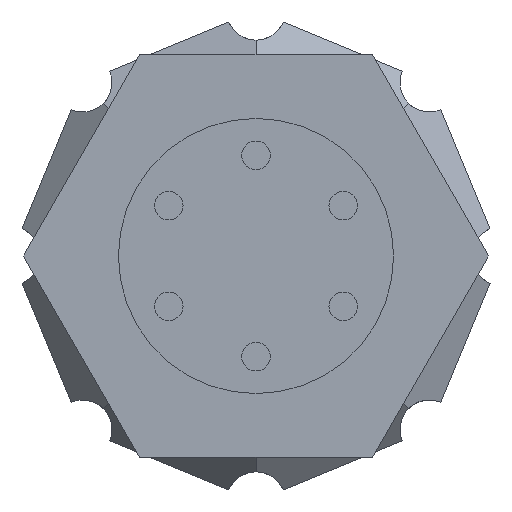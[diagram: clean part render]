
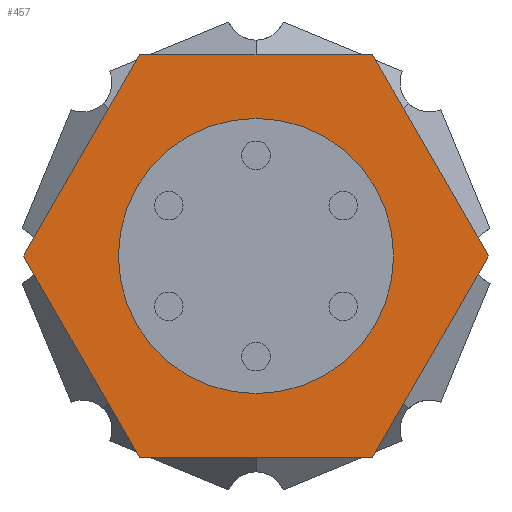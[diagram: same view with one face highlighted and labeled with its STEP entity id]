
A CAD part, front view. The second image highlights one B-rep face of the part: STEP entity #457.
In plain terms, the highlighted planar face has unit normal (0, -1, 0).
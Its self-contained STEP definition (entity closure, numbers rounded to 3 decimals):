
#14 = EDGE_CURVE ( 'NONE', #381, #350, #3864, .T. ) ;
#38 = CIRCLE ( 'NONE', #2662, 8.2 ) ;
#67 = CARTESIAN_POINT ( 'NONE',  ( -6.928, -12., -12. ) ) ;
#80 = ORIENTED_EDGE ( 'NONE', *, *, #3934, .T. ) ;
#105 = ORIENTED_EDGE ( 'NONE', *, *, #1188, .F. ) ;
#131 = DIRECTION ( 'NONE',  ( 0., -1., 0. ) ) ;
#154 = CARTESIAN_POINT ( 'NONE',  ( 6.928, -12., 12. ) ) ;
#281 = CARTESIAN_POINT ( 'NONE',  ( -6.928, -12., 12. ) ) ;
#350 = VERTEX_POINT ( 'NONE', #1171 ) ;
#381 = VERTEX_POINT ( 'NONE', #785 ) ;
#407 = VERTEX_POINT ( 'NONE', #67 ) ;
#457 = ADVANCED_FACE ( 'NONE', ( #3859, #3084 ), #1142, .T. ) ;
#461 = VERTEX_POINT ( 'NONE', #2608 ) ;
#483 = VERTEX_POINT ( 'NONE', #154 ) ;
#498 = DIRECTION ( 'NONE',  ( 1., 0., 0. ) ) ;
#551 = VERTEX_POINT ( 'NONE', #1294 ) ;
#560 = VERTEX_POINT ( 'NONE', #3495 ) ;
#652 = DIRECTION ( 'NONE',  ( -0.5, 0., -0.866 ) ) ;
#677 = VECTOR ( 'NONE', #652, 1000. ) ;
#684 = ORIENTED_EDGE ( 'NONE', *, *, #995, .T. ) ;
#740 = ORIENTED_EDGE ( 'NONE', *, *, #1176, .T. ) ;
#785 = CARTESIAN_POINT ( 'NONE',  ( 6.928, -12., -12. ) ) ;
#995 = EDGE_CURVE ( 'NONE', #1003, #461, #2531, .T. ) ;
#1003 = VERTEX_POINT ( 'NONE', #281 ) ;
#1142 = PLANE ( 'NONE',  #2502 ) ;
#1171 = CARTESIAN_POINT ( 'NONE',  ( 13.856, -12., 0. ) ) ;
#1176 = EDGE_CURVE ( 'NONE', #483, #1003, #3430, .T. ) ;
#1188 = EDGE_CURVE ( 'NONE', #551, #560, #1848, .T. ) ;
#1251 = EDGE_CURVE ( 'NONE', #560, #551, #38, .T. ) ;
#1294 = CARTESIAN_POINT ( 'NONE',  ( 0., -12., -8.2 ) ) ;
#1337 = EDGE_LOOP ( 'NONE', ( #105, #1705 ) ) ;
#1401 = VECTOR ( 'NONE', #2968, 1000. ) ;
#1438 = ORIENTED_EDGE ( 'NONE', *, *, #2436, .T. ) ;
#1553 = DIRECTION ( 'NONE',  ( 0., -1., 0. ) ) ;
#1586 = ORIENTED_EDGE ( 'NONE', *, *, #1923, .T. ) ;
#1705 = ORIENTED_EDGE ( 'NONE', *, *, #1251, .F. ) ;
#1848 = CIRCLE ( 'NONE', #3907, 8.2 ) ;
#1886 = EDGE_LOOP ( 'NONE', ( #740, #684, #1586, #80, #2272, #1438 ) ) ;
#1916 = DIRECTION ( 'NONE',  ( -1., 0., 0. ) ) ;
#1923 = EDGE_CURVE ( 'NONE', #461, #407, #3421, .T. ) ;
#1945 = DIRECTION ( 'NONE',  ( -0.5, 0., 0.866 ) ) ;
#2025 = LINE ( 'NONE', #2880, #3560 ) ;
#2166 = CARTESIAN_POINT ( 'NONE',  ( -13.856, -12., 0. ) ) ;
#2272 = ORIENTED_EDGE ( 'NONE', *, *, #14, .T. ) ;
#2291 = CARTESIAN_POINT ( 'NONE',  ( 0., -12., 0. ) ) ;
#2421 = LINE ( 'NONE', #3690, #3776 ) ;
#2436 = EDGE_CURVE ( 'NONE', #350, #483, #2421, .T. ) ;
#2502 = AXIS2_PLACEMENT_3D ( 'NONE', #3467, #3172, #3164 ) ;
#2531 = LINE ( 'NONE', #3857, #677 ) ;
#2590 = DIRECTION ( 'NONE',  ( 0., 0., -1. ) ) ;
#2608 = CARTESIAN_POINT ( 'NONE',  ( -13.856, -12., 0. ) ) ;
#2659 = VECTOR ( 'NONE', #1916, 1000. ) ;
#2662 = AXIS2_PLACEMENT_3D ( 'NONE', #2291, #131, #2590 ) ;
#2752 = VECTOR ( 'NONE', #3597, 1000. ) ;
#2880 = CARTESIAN_POINT ( 'NONE',  ( -6.928, -12., -12. ) ) ;
#2968 = DIRECTION ( 'NONE',  ( 0.5, 0., 0.866 ) ) ;
#3084 = FACE_OUTER_BOUND ( 'NONE', #1886, .T. ) ;
#3164 = DIRECTION ( 'NONE',  ( 0., 0., -1. ) ) ;
#3172 = DIRECTION ( 'NONE',  ( 0., -1., 0. ) ) ;
#3398 = CARTESIAN_POINT ( 'NONE',  ( 0., -12., 0. ) ) ;
#3421 = LINE ( 'NONE', #2166, #2752 ) ;
#3430 = LINE ( 'NONE', #3661, #2659 ) ;
#3467 = CARTESIAN_POINT ( 'NONE',  ( 0., -12., 0. ) ) ;
#3495 = CARTESIAN_POINT ( 'NONE',  ( 0., -12., 8.2 ) ) ;
#3560 = VECTOR ( 'NONE', #498, 1000. ) ;
#3590 = CARTESIAN_POINT ( 'NONE',  ( 6.928, -12., -12. ) ) ;
#3597 = DIRECTION ( 'NONE',  ( 0.5, 0., -0.866 ) ) ;
#3661 = CARTESIAN_POINT ( 'NONE',  ( 6.928, -12., 12. ) ) ;
#3680 = DIRECTION ( 'NONE',  ( 0., 0., -1. ) ) ;
#3690 = CARTESIAN_POINT ( 'NONE',  ( 13.856, -12., 0. ) ) ;
#3776 = VECTOR ( 'NONE', #1945, 1000. ) ;
#3857 = CARTESIAN_POINT ( 'NONE',  ( -6.928, -12., 12. ) ) ;
#3859 = FACE_BOUND ( 'NONE', #1337, .T. ) ;
#3864 = LINE ( 'NONE', #3590, #1401 ) ;
#3907 = AXIS2_PLACEMENT_3D ( 'NONE', #3398, #1553, #3680 ) ;
#3934 = EDGE_CURVE ( 'NONE', #407, #381, #2025, .T. ) ;
